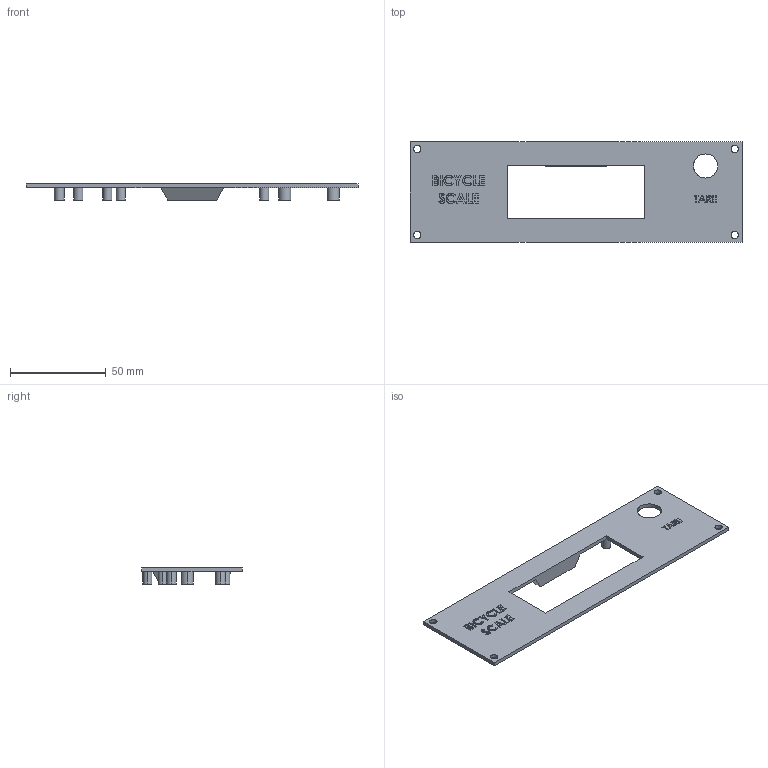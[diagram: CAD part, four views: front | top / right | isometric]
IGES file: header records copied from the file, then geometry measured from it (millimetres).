
Start section: SolidWorks IGES file using analytic representation for surfaces
Global section: file name: front_panelIGS.IGS; native system: SolidWorks 2017; preprocessor: SolidWorks 2017; author: Fission Converter; date: 221126.134317; units: inch
Bounding box: 173.48 x 52.58 x 8.38 mm (x, y, z)
Surface area: 18820.5 mm2 (no closed solid volume)
Topology: 0 solids, 0 shells, 305 faces, 4557 edges, 4557 vertices
Faces by surface type: bspline 239, revolution 66
